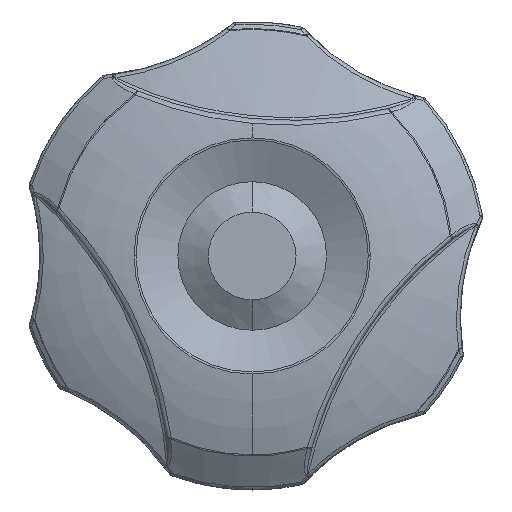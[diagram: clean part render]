
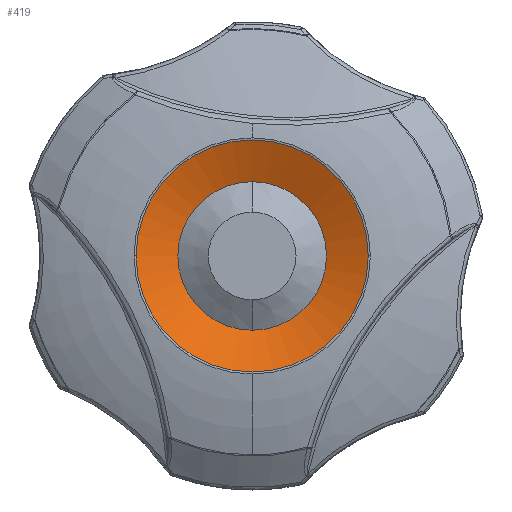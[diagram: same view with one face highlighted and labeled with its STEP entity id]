
A CAD part, left-side view. The second image highlights one B-rep face of the part: STEP entity #419.
In plain terms, the highlighted free-form (B-spline) face has degree [3, 3] with [4, 4] control points.
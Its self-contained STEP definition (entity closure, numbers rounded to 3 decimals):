
#419=ADVANCED_FACE('NONE',(#993,#994),#995,.F.);
#993=FACE_OUTER_BOUND('',#2247,.T.);
#994=FACE_BOUND('',#2248,.T.);
#995=(B_SPLINE_SURFACE(3,3,((#2250,#2251,#2252,#2253),(#2254,#2255,#2256,#2257),(#2258,#2259,#2260,#2261),(#2262,#2263,#2264,#2265)),.UNSPECIFIED.,.F.,.F.,.F.)B_SPLINE_SURFACE_WITH_KNOTS((4,4),(4,4),(0.01,0.992),(0.006,0.992),.UNSPECIFIED.)RATIONAL_B_SPLINE_SURFACE(((0.996,0.919,0.919,0.996),(0.92,0.848,0.848,0.919),(0.92,0.849,0.848,0.919),(0.997,0.92,0.92,0.996)))BOUNDED_SURFACE()REPRESENTATION_ITEM('')GEOMETRIC_REPRESENTATION_ITEM()SURFACE());
#2247=EDGE_LOOP('',(#6418,#6419));
#2248=EDGE_LOOP('',(#6420,#6421));
#2250=CARTESIAN_POINT('',(-23.742,-8.777,9.927));
#2251=CARTESIAN_POINT('',(-20.78,-3.171,9.927));
#2252=CARTESIAN_POINT('',(-20.779,3.17,9.927));
#2253=CARTESIAN_POINT('',(-23.742,8.777,9.927));
#2254=CARTESIAN_POINT('',(-20.779,-10.343,3.585));
#2255=CARTESIAN_POINT('',(-17.289,-3.737,3.585));
#2256=CARTESIAN_POINT('',(-17.288,3.735,3.585));
#2257=CARTESIAN_POINT('',(-20.779,10.343,3.585));
#2258=CARTESIAN_POINT('',(-20.78,-10.342,-3.587));
#2259=CARTESIAN_POINT('',(-17.289,-3.737,-3.587));
#2260=CARTESIAN_POINT('',(-17.289,3.735,-3.587));
#2261=CARTESIAN_POINT('',(-20.78,10.342,-3.587));
#2262=CARTESIAN_POINT('',(-23.742,-8.777,-9.927));
#2263=CARTESIAN_POINT('',(-20.78,-3.171,-9.927));
#2264=CARTESIAN_POINT('',(-20.779,3.17,-9.927));
#2265=CARTESIAN_POINT('',(-23.742,8.777,-9.927));
#6418=ORIENTED_EDGE('',*,*,#7707,.F.);
#6419=ORIENTED_EDGE('',*,*,#7490,.F.);
#6420=ORIENTED_EDGE('',*,*,#7559,.F.);
#6421=ORIENTED_EDGE('',*,*,#7703,.F.);
#7490=EDGE_CURVE('NONE',#8336,#8338,#8339,.T.);
#7559=EDGE_CURVE('NONE',#8446,#8447,#8448,.T.);
#7703=EDGE_CURVE('NONE',#8447,#8446,#8651,.T.);
#7707=EDGE_CURVE('NONE',#8338,#8336,#8655,.T.);
#8336=VERTEX_POINT('NONE',#9673);
#8338=VERTEX_POINT('NONE',#9675);
#8339=CIRCLE('',#9676,9.918);
#8446=VERTEX_POINT('NONE',#9997);
#8447=VERTEX_POINT('NONE',#9998);
#8448=CIRCLE('',#9999,6.35);
#8651=CIRCLE('',#10536,6.35);
#8655=CIRCLE('',#10550,9.918);
#9673=CARTESIAN_POINT('',(-21.561,9.918,0.));
#9675=CARTESIAN_POINT('',(-21.561,-9.918,0.));
#9676=AXIS2_PLACEMENT_3D('',#12843,#12844,#12845);
#9997=CARTESIAN_POINT('',(-20.075,0.0,6.35));
#9998=CARTESIAN_POINT('',(-20.075,0.,-6.35));
#9999=AXIS2_PLACEMENT_3D('',#12956,#12957,#12958);
#10536=AXIS2_PLACEMENT_3D('',#13067,#13068,#13069);
#10550=AXIS2_PLACEMENT_3D('',#13070,#13071,#13072);
#12843=CARTESIAN_POINT('',(-21.561,0.,0.));
#12844=DIRECTION('',(1.0,0.0,0.));
#12845=DIRECTION('',(0.0,-1.0,0.0));
#12956=CARTESIAN_POINT('',(-20.075,0.0,0.0));
#12957=DIRECTION('',(-1.0,0.0,0.0));
#12958=DIRECTION('',(0.0,0.0,1.0));
#13067=CARTESIAN_POINT('',(-20.075,0.0,0.0));
#13068=DIRECTION('',(-1.0,0.0,0.0));
#13069=DIRECTION('',(0.0,0.0,1.0));
#13070=CARTESIAN_POINT('',(-21.561,0.,0.));
#13071=DIRECTION('',(1.0,0.0,0.));
#13072=DIRECTION('',(0.0,-1.0,0.0));
